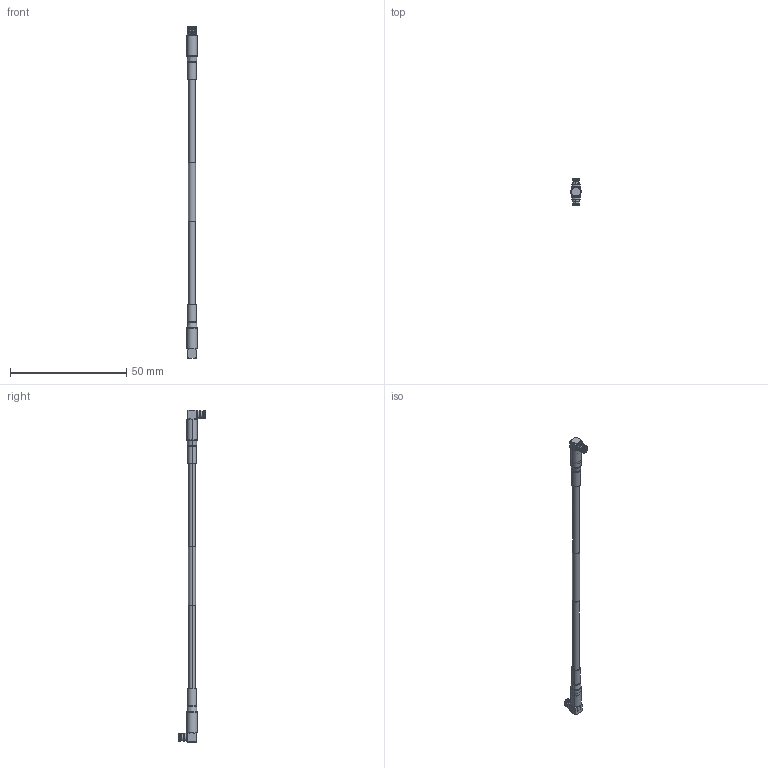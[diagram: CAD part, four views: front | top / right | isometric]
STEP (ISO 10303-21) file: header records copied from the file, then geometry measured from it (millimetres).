
FILE_DESCRIPTION (( 'STEP AP214' ), '1' );
FILE_NAME ('FMCA3168_3D.step', '2023-05-01T21:39:23', ( '' ), ( '' ), 'SwSTEP 2.0', 'SolidWorks 2022', '' );
FILE_SCHEMA (( 'AUTOMOTIVE_DESIGN' ));
Length unit declared in the file: inch
Products named in the file (4): FMCA3168_3D; LMR-100A-PVC-FM_5 INCH CABLE WITH LABEL; FMCO1055_Crimped; CA-100-MA1_.75" LENGTH
Assembly tree (5 placements, depth 2):
  FMCA3168_3D
    LMR-100A-PVC-FM_5 INCH CABLE WITH LABEL
    FMCO1055_Crimped  x2
    CA-100-MA1_.75" LENGTH  x2
Bounding box: 4.42 x 11.48 x 142.8 mm (x, y, z)
Volume: 1148.7 mm3; surface area: 3011.6 mm2
Topology: 11 solids, 11 shells, 340 faces, 846 edges, 544 vertices
Faces by surface type: cylinder 144, plane 112, cone 48, torus 28, bspline 8
Entity records: 7366 total; most frequent: CARTESIAN_POINT 2877, ORIENTED_EDGE 864, DIRECTION 838, EDGE_CURVE 432, AXIS2_PLACEMENT_3D 337, VERTEX_POINT 278, EDGE_LOOP 190, FACE_OUTER_BOUND 175
